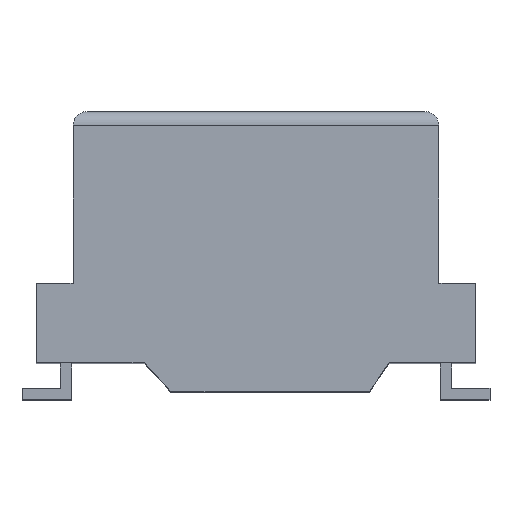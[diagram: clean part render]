
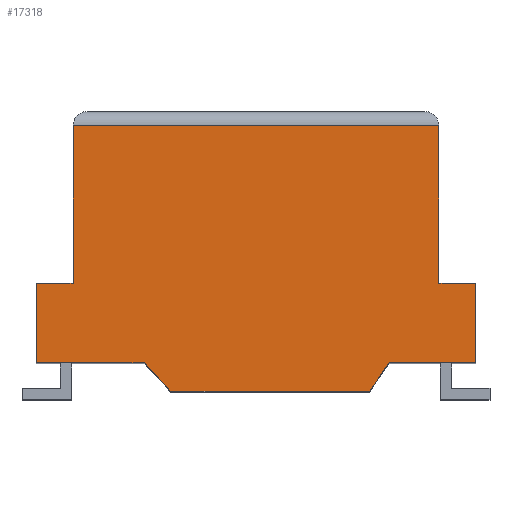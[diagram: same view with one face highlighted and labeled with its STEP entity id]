
A CAD part, top view. The second image highlights one B-rep face of the part: STEP entity #17318.
In plain terms, the highlighted planar face has unit normal (0, 0, 1).
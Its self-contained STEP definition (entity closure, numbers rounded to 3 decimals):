
#124 = EDGE_CURVE ( 'NONE', #5187, #23844, #13732, .T. ) ;
#2046 = VECTOR ( 'NONE', #7230, 1000. ) ;
#2903 = VERTEX_POINT ( 'NONE', #22485 ) ;
#2944 = VECTOR ( 'NONE', #11880, 1000. ) ;
#3095 = VERTEX_POINT ( 'NONE', #8295 ) ;
#3620 = DIRECTION ( 'NONE',  ( 0., 0., -1. ) ) ;
#3750 = VERTEX_POINT ( 'NONE', #15594 ) ;
#3872 = DIRECTION ( 'NONE',  ( 0., 1., 0. ) ) ;
#4586 = CARTESIAN_POINT ( 'NONE',  ( -6.45, 9.36, 9.3 ) ) ;
#4678 = CARTESIAN_POINT ( 'NONE',  ( -3., 0., 9.3 ) ) ;
#5110 = CARTESIAN_POINT ( 'NONE',  ( 7.75, 9.86, 9.3 ) ) ;
#5187 = VERTEX_POINT ( 'NONE', #6126 ) ;
#5206 = ORIENTED_EDGE ( 'NONE', *, *, #27511, .F. ) ;
#5409 = VECTOR ( 'NONE', #18250, 1000. ) ;
#5522 = EDGE_CURVE ( 'NONE', #2903, #18032, #8583, .T. ) ;
#5610 = VECTOR ( 'NONE', #22024, 1000. ) ;
#5763 = EDGE_CURVE ( 'NONE', #23844, #18032, #16913, .T. ) ;
#5929 = VECTOR ( 'NONE', #23617, 1000. ) ;
#5999 = VERTEX_POINT ( 'NONE', #7758 ) ;
#6126 = CARTESIAN_POINT ( 'NONE',  ( 4., 0., 9.3 ) ) ;
#6504 = LINE ( 'NONE', #18744, #12182 ) ;
#6589 = CARTESIAN_POINT ( 'NONE',  ( -7.75, 9.86, 9.3 ) ) ;
#6969 = ORIENTED_EDGE ( 'NONE', *, *, #5522, .T. ) ;
#7110 = CARTESIAN_POINT ( 'NONE',  ( -3., 0., 9.3 ) ) ;
#7230 = DIRECTION ( 'NONE',  ( 0., -1., 0. ) ) ;
#7502 = CARTESIAN_POINT ( 'NONE',  ( 4.695, 1., 9.3 ) ) ;
#7522 = ORIENTED_EDGE ( 'NONE', *, *, #15234, .T. ) ;
#7606 = CARTESIAN_POINT ( 'NONE',  ( -6.45, 3.8, 9.3 ) ) ;
#7688 = ORIENTED_EDGE ( 'NONE', *, *, #22180, .F. ) ;
#7758 = CARTESIAN_POINT ( 'NONE',  ( -6.45, 3.8, 9.3 ) ) ;
#7779 = PLANE ( 'NONE',  #21864 ) ;
#8295 = CARTESIAN_POINT ( 'NONE',  ( 6.45, 9.36, 9.3 ) ) ;
#8297 = CARTESIAN_POINT ( 'NONE',  ( -7.75, 1., 9.3 ) ) ;
#8583 = LINE ( 'NONE', #9750, #2944 ) ;
#9237 = VECTOR ( 'NONE', #19738, 1000. ) ;
#9341 = FACE_OUTER_BOUND ( 'NONE', #23334, .T. ) ;
#9750 = CARTESIAN_POINT ( 'NONE',  ( -7.75, 1., 9.3 ) ) ;
#9933 = DIRECTION ( 'NONE',  ( -1., 0., 0. ) ) ;
#10939 = VERTEX_POINT ( 'NONE', #19594 ) ;
#11880 = DIRECTION ( 'NONE',  ( 1., 0., 0. ) ) ;
#11907 = EDGE_CURVE ( 'NONE', #24070, #5187, #18934, .T. ) ;
#12022 = EDGE_CURVE ( 'NONE', #10939, #3750, #21252, .T. ) ;
#12182 = VECTOR ( 'NONE', #3872, 1000. ) ;
#12759 = DIRECTION ( 'NONE',  ( -1., 0., 0. ) ) ;
#12998 = VERTEX_POINT ( 'NONE', #18037 ) ;
#13732 = LINE ( 'NONE', #21232, #19380 ) ;
#14744 = LINE ( 'NONE', #8297, #22423 ) ;
#14886 = LINE ( 'NONE', #15458, #9237 ) ;
#14946 = ORIENTED_EDGE ( 'NONE', *, *, #26744, .T. ) ;
#15234 = EDGE_CURVE ( 'NONE', #5999, #12998, #22604, .T. ) ;
#15458 = CARTESIAN_POINT ( 'NONE',  ( -7.75, 9.36, 9.3 ) ) ;
#15508 = ORIENTED_EDGE ( 'NONE', *, *, #5763, .F. ) ;
#15594 = CARTESIAN_POINT ( 'NONE',  ( 6.45, 3.8, 9.3 ) ) ;
#15981 = EDGE_CURVE ( 'NONE', #5999, #16216, #6504, .T. ) ;
#16116 = CARTESIAN_POINT ( 'NONE',  ( 6.45, 9.86, 9.3 ) ) ;
#16216 = VERTEX_POINT ( 'NONE', #4586 ) ;
#16365 = CARTESIAN_POINT ( 'NONE',  ( -7.75, 9.86, 9.3 ) ) ;
#16663 = ORIENTED_EDGE ( 'NONE', *, *, #25514, .F. ) ;
#16913 = LINE ( 'NONE', #7110, #5610 ) ;
#17230 = LINE ( 'NONE', #6589, #5929 ) ;
#17318 = ADVANCED_FACE ( 'NONE', ( #9341 ), #7779, .F. ) ;
#18032 = VERTEX_POINT ( 'NONE', #19532 ) ;
#18037 = CARTESIAN_POINT ( 'NONE',  ( -7.75, 3.8, 9.3 ) ) ;
#18250 = DIRECTION ( 'NONE',  ( 0., -1., 0. ) ) ;
#18497 = DIRECTION ( 'NONE',  ( -1., 0., 0. ) ) ;
#18744 = CARTESIAN_POINT ( 'NONE',  ( -6.45, 9.86, 9.3 ) ) ;
#18789 = ORIENTED_EDGE ( 'NONE', *, *, #124, .F. ) ;
#18934 = LINE ( 'NONE', #7502, #24589 ) ;
#19214 = ORIENTED_EDGE ( 'NONE', *, *, #15981, .F. ) ;
#19380 = VECTOR ( 'NONE', #12759, 1000. ) ;
#19532 = CARTESIAN_POINT ( 'NONE',  ( -3.945, 1., 9.3 ) ) ;
#19594 = CARTESIAN_POINT ( 'NONE',  ( 7.75, 3.8, 9.3 ) ) ;
#19738 = DIRECTION ( 'NONE',  ( 1., 0., 0. ) ) ;
#20261 = DIRECTION ( 'NONE',  ( -0.571, -0.821, 0. ) ) ;
#20585 = EDGE_CURVE ( 'NONE', #3095, #3750, #21696, .T. ) ;
#21035 = CARTESIAN_POINT ( 'NONE',  ( 4.695, 1., 9.3 ) ) ;
#21232 = CARTESIAN_POINT ( 'NONE',  ( -7.75, 0., 9.3 ) ) ;
#21252 = LINE ( 'NONE', #24792, #21916 ) ;
#21696 = LINE ( 'NONE', #16116, #5409 ) ;
#21864 = AXIS2_PLACEMENT_3D ( 'NONE', #16365, #3620, #18497 ) ;
#21916 = VECTOR ( 'NONE', #9933, 1000. ) ;
#22024 = DIRECTION ( 'NONE',  ( -0.687, 0.727, 0. ) ) ;
#22180 = EDGE_CURVE ( 'NONE', #10939, #26727, #24708, .T. ) ;
#22423 = VECTOR ( 'NONE', #27574, 1000. ) ;
#22485 = CARTESIAN_POINT ( 'NONE',  ( -7.75, 1., 9.3 ) ) ;
#22604 = LINE ( 'NONE', #7606, #27581 ) ;
#23102 = CARTESIAN_POINT ( 'NONE',  ( 7.75, 1., 9.3 ) ) ;
#23334 = EDGE_LOOP ( 'NONE', ( #16663, #19214, #7522, #5206, #6969, #15508, #18789, #26757, #14946, #7688, #26188, #27475 ) ) ;
#23617 = DIRECTION ( 'NONE',  ( 0., 1., 0. ) ) ;
#23844 = VERTEX_POINT ( 'NONE', #4678 ) ;
#24070 = VERTEX_POINT ( 'NONE', #21035 ) ;
#24589 = VECTOR ( 'NONE', #20261, 1000. ) ;
#24708 = LINE ( 'NONE', #5110, #2046 ) ;
#24792 = CARTESIAN_POINT ( 'NONE',  ( 6.45, 3.8, 9.3 ) ) ;
#25514 = EDGE_CURVE ( 'NONE', #16216, #3095, #14886, .T. ) ;
#26188 = ORIENTED_EDGE ( 'NONE', *, *, #12022, .T. ) ;
#26727 = VERTEX_POINT ( 'NONE', #23102 ) ;
#26744 = EDGE_CURVE ( 'NONE', #24070, #26727, #14744, .T. ) ;
#26757 = ORIENTED_EDGE ( 'NONE', *, *, #11907, .F. ) ;
#26793 = DIRECTION ( 'NONE',  ( -1., 0., 0. ) ) ;
#27475 = ORIENTED_EDGE ( 'NONE', *, *, #20585, .F. ) ;
#27511 = EDGE_CURVE ( 'NONE', #2903, #12998, #17230, .T. ) ;
#27574 = DIRECTION ( 'NONE',  ( 1., 0., 0. ) ) ;
#27581 = VECTOR ( 'NONE', #26793, 1000. ) ;
